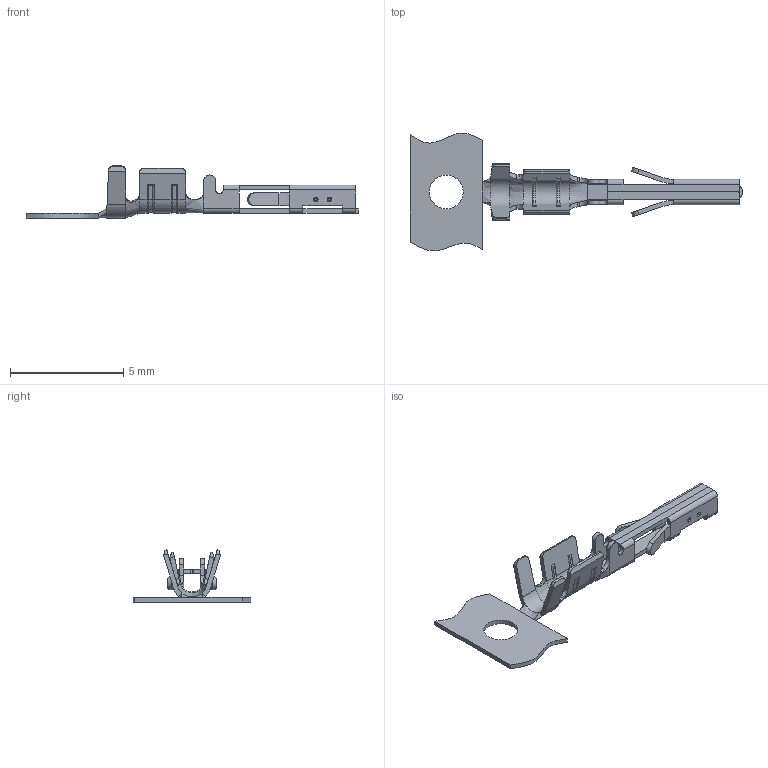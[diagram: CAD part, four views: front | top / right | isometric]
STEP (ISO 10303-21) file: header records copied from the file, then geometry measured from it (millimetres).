
FILE_DESCRIPTION( ( 'Unknown' ), '1' );
FILE_NAME( '66200113722.stp', 'Unknown', ( 'Unknown' ), ( 'Unknown' ), 'XStep 1.0', 'Unknown', ' ' );
FILE_SCHEMA( ( 'automotive_design' ) );
Length unit declared in the file: millimetre
Products named in the file (1): 1
Bounding box: 14.65 x 5.2 x 2.31 mm (x, y, z)
Volume: 10 mm3; surface area: 119.6 mm2
Topology: 1 solids, 1 shells, 208 faces, 556 edges, 346 vertices
Faces by surface type: plane 93, cylinder 81, bspline 24, torus 8, extrusion 2
Full cylindrical faces by diameter (mm): 1.5 x1
Entity records: 10775 total; most frequent: CARTESIAN_POINT 4083, ORIENTED_EDGE 1102, DIRECTION 972, EDGE_CURVE 551, VERTEX_POINT 346, AXIS2_PLACEMENT_3D 330, VECTOR 312, LINE 310
